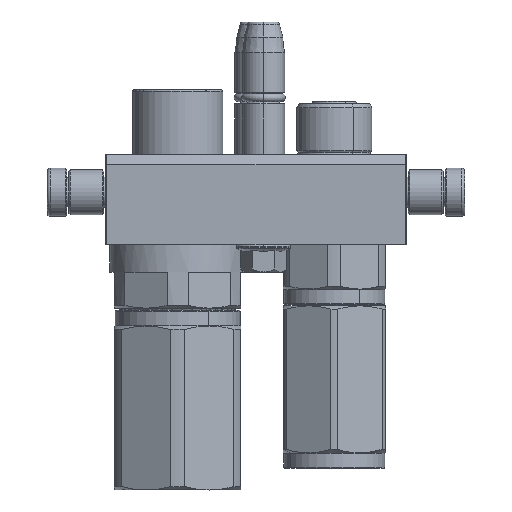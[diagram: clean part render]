
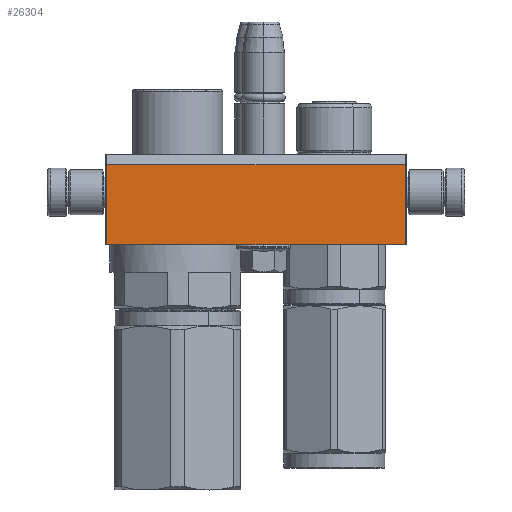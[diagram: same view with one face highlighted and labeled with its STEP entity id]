
A CAD part, left-side view. The second image highlights one B-rep face of the part: STEP entity #26304.
In plain terms, the highlighted face is planar.
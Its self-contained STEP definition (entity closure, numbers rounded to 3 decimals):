
#1650 = VERTEX_POINT ( 'NONE', #31986 ) ;
#1933 = CARTESIAN_POINT ( 'NONE',  ( -49.5, 11.536, 56. ) ) ;
#2425 = AXIS2_PLACEMENT_3D ( 'NONE', #48806, #19593, #53710 ) ;
#4798 = EDGE_CURVE ( 'NONE', #20692, #53291, #17198, .T. ) ;
#10456 = EDGE_CURVE ( 'NONE', #1650, #17861, #21069, .T. ) ;
#12786 = ORIENTED_EDGE ( 'NONE', *, *, #10456, .F. ) ;
#13423 = CARTESIAN_POINT ( 'NONE',  ( 49.5, -15., 56. ) ) ;
#17198 = LINE ( 'NONE', #23458, #32443 ) ;
#17391 = FACE_OUTER_BOUND ( 'NONE', #27833, .T. ) ;
#17861 = VERTEX_POINT ( 'NONE', #57611 ) ;
#19256 = DIRECTION ( 'NONE',  ( 0., 1., 0. ) ) ;
#19593 = DIRECTION ( 'NONE',  ( 0., 0., 1. ) ) ;
#20692 = VERTEX_POINT ( 'NONE', #13423 ) ;
#21069 = LINE ( 'NONE', #42932, #45454 ) ;
#22039 = VECTOR ( 'NONE', #50964, 1000. ) ;
#23458 = CARTESIAN_POINT ( 'NONE',  ( 49.5, -15., 56. ) ) ;
#24481 = CARTESIAN_POINT ( 'NONE',  ( -49.5, -15., 56. ) ) ;
#25240 = ORIENTED_EDGE ( 'NONE', *, *, #56748, .T. ) ;
#26304 = ADVANCED_FACE ( 'NONE', ( #17391 ), #33684, .T. ) ;
#27833 = EDGE_LOOP ( 'NONE', ( #25240, #49625, #34645, #12786 ) ) ;
#31986 = CARTESIAN_POINT ( 'NONE',  ( -49.5, -15., 56. ) ) ;
#32443 = VECTOR ( 'NONE', #38361, 1000. ) ;
#33684 = PLANE ( 'NONE',  #2425 ) ;
#34645 = ORIENTED_EDGE ( 'NONE', *, *, #57958, .F. ) ;
#38361 = DIRECTION ( 'NONE',  ( 0., 1., 0. ) ) ;
#42932 = CARTESIAN_POINT ( 'NONE',  ( -49.5, -15., 56. ) ) ;
#45033 = VECTOR ( 'NONE', #58167, 1000. ) ;
#45454 = VECTOR ( 'NONE', #19256, 1000. ) ;
#46392 = LINE ( 'NONE', #1933, #22039 ) ;
#48806 = CARTESIAN_POINT ( 'NONE',  ( -50., -15., 56. ) ) ;
#49625 = ORIENTED_EDGE ( 'NONE', *, *, #4798, .T. ) ;
#50964 = DIRECTION ( 'NONE',  ( 1., 0., 0. ) ) ;
#53291 = VERTEX_POINT ( 'NONE', #58343 ) ;
#53710 = DIRECTION ( 'NONE',  ( 1., 0., 0. ) ) ;
#56748 = EDGE_CURVE ( 'NONE', #1650, #20692, #61138, .T. ) ;
#57611 = CARTESIAN_POINT ( 'NONE',  ( -49.5, 11.536, 56. ) ) ;
#57958 = EDGE_CURVE ( 'NONE', #17861, #53291, #46392, .T. ) ;
#58167 = DIRECTION ( 'NONE',  ( 1., 0., 0. ) ) ;
#58343 = CARTESIAN_POINT ( 'NONE',  ( 49.5, 11.536, 56. ) ) ;
#61138 = LINE ( 'NONE', #24481, #45033 ) ;
